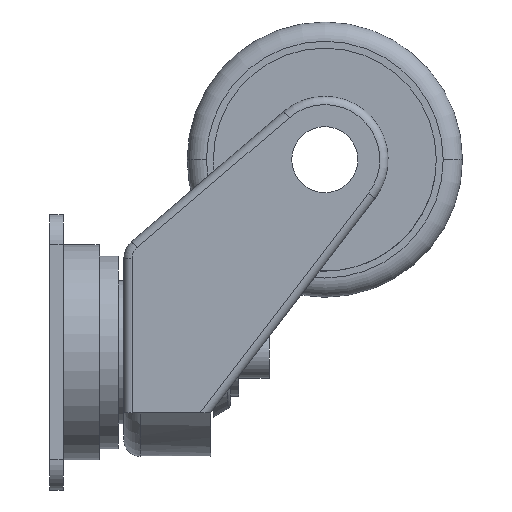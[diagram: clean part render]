
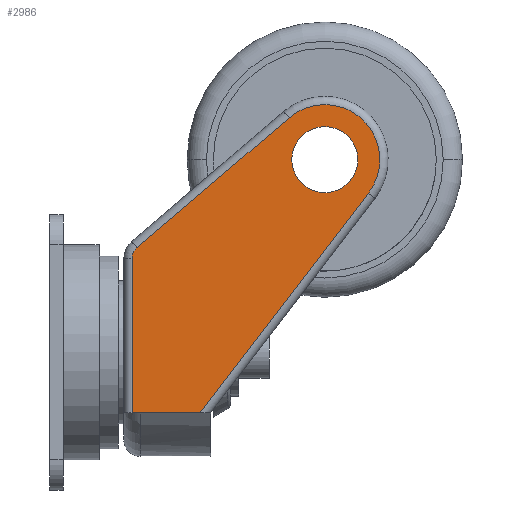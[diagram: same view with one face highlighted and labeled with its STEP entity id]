
A CAD part, left-side view. The second image highlights one B-rep face of the part: STEP entity #2986.
In plain terms, the highlighted planar face has unit normal (-1, 0, 0).
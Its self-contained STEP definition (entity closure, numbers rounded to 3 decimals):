
#436 = VERTEX_POINT ( 'NONE', #1208 ) ;
#447 = VERTEX_POINT ( 'NONE', #1249 ) ;
#491 = EDGE_CURVE ( 'NONE', #436, #447, #1321, .T. ) ;
#1208 = CARTESIAN_POINT ( 'NONE',  ( -43., -100., 82. ) ) ;
#1249 = CARTESIAN_POINT ( 'NONE',  ( -43., -100., 58. ) ) ;
#1317 = DIRECTION ( 'NONE',  ( 0., 0., -1. ) ) ;
#1318 = DIRECTION ( 'NONE',  ( 1., 0., 0. ) ) ;
#1319 = CARTESIAN_POINT ( 'NONE',  ( -43., -100., 70. ) ) ;
#1321 = CIRCLE ( 'NONE', #1330, 12. ) ;
#1330 = AXIS2_PLACEMENT_3D ( 'NONE', #1319, #1318, #1317 ) ;
#1687 = CARTESIAN_POINT ( 'NONE',  ( -43., -30., 34.117 ) ) ;
#1693 = DIRECTION ( 'NONE',  ( 0., 0.76, -0.65 ) ) ;
#1694 = VECTOR ( 'NONE', #1693, 1000. ) ;
#1695 = CARTESIAN_POINT ( 'NONE',  ( -43., -31.749, 37.916 ) ) ;
#1696 = LINE ( 'NONE', #1695, #1694 ) ;
#1699 = DIRECTION ( 'NONE',  ( 0., 0., -1. ) ) ;
#1700 = DIRECTION ( 'NONE',  ( -1., 0., 0. ) ) ;
#1702 = AXIS2_PLACEMENT_3D ( 'NONE', #1706, #1700, #1699 ) ;
#1706 = CARTESIAN_POINT ( 'NONE',  ( -43., -35., 34.117 ) ) ;
#1708 = CIRCLE ( 'NONE', #1702, 5. ) ;
#1759 = DIRECTION ( 'NONE',  ( 0., 0., -1. ) ) ;
#1760 = DIRECTION ( 'NONE',  ( -1., 0., 0. ) ) ;
#1765 = CARTESIAN_POINT ( 'NONE',  ( -43., -100., 70. ) ) ;
#1782 = CARTESIAN_POINT ( 'NONE',  ( -43., -31.749, 37.916 ) ) ;
#1786 = AXIS2_PLACEMENT_3D ( 'NONE', #1765, #1760, #1759 ) ;
#1787 = CIRCLE ( 'NONE', #1786, 20. ) ;
#1865 = LINE ( 'NONE', #1893, #1892 ) ;
#1891 = DIRECTION ( 'NONE',  ( 0., 0., -1. ) ) ;
#1892 = VECTOR ( 'NONE', #1891, 1000. ) ;
#1893 = CARTESIAN_POINT ( 'NONE',  ( -43., -30., 70. ) ) ;
#1980 = DIRECTION ( 'NONE',  ( 0., 1., 0. ) ) ;
#1981 = VECTOR ( 'NONE', #1980, 1000. ) ;
#1982 = CARTESIAN_POINT ( 'NONE',  ( -43., -58.5, -21.865 ) ) ;
#1983 = LINE ( 'NONE', #1982, #1981 ) ;
#2213 = CARTESIAN_POINT ( 'NONE',  ( -43., -54.719, -21.865 ) ) ;
#2242 = CARTESIAN_POINT ( 'NONE',  ( -43., -30., -21.865 ) ) ;
#2254 = DIRECTION ( 'NONE',  ( 0., -0.609, 0.793 ) ) ;
#2255 = VECTOR ( 'NONE', #2254, 1000. ) ;
#2256 = CARTESIAN_POINT ( 'NONE',  ( -43., -115.867, 57.825 ) ) ;
#2257 = LINE ( 'NONE', #2256, #2255 ) ;
#2285 = CARTESIAN_POINT ( 'NONE',  ( -43., -115.867, 57.825 ) ) ;
#2318 = DIRECTION ( 'NONE',  ( 0., 0., -1. ) ) ;
#2319 = DIRECTION ( 'NONE',  ( 1., 0., 0. ) ) ;
#2320 = CARTESIAN_POINT ( 'NONE',  ( -43., -100., 70. ) ) ;
#2321 = CARTESIAN_POINT ( 'NONE',  ( -43., -86.996, 85.195 ) ) ;
#2322 = PLANE ( 'NONE',  #2337 ) ;
#2323 = FACE_BOUND ( 'NONE', #2970, .T. ) ;
#2324 = DIRECTION ( 'NONE',  ( 0., 0., -1. ) ) ;
#2325 = DIRECTION ( 'NONE',  ( 1., 0., 0. ) ) ;
#2326 = CARTESIAN_POINT ( 'NONE',  ( -43., -100., 70. ) ) ;
#2327 = AXIS2_PLACEMENT_3D ( 'NONE', #2326, #2325, #2324 ) ;
#2329 = CIRCLE ( 'NONE', #2327, 12. ) ;
#2334 = FACE_OUTER_BOUND ( 'NONE', #2985, .T. ) ;
#2337 = AXIS2_PLACEMENT_3D ( 'NONE', #2320, #2319, #2318 ) ;
#2656 = VERTEX_POINT ( 'NONE', #1687 ) ;
#2675 = EDGE_CURVE ( 'NONE', #2711, #2656, #1708, .T. ) ;
#2679 = ORIENTED_EDGE ( 'NONE', *, *, #2675, .T. ) ;
#2680 = ORIENTED_EDGE ( 'NONE', *, *, #2685, .T. ) ;
#2685 = EDGE_CURVE ( 'NONE', #2987, #2711, #1696, .T. ) ;
#2689 = ORIENTED_EDGE ( 'NONE', *, *, #2708, .T. ) ;
#2695 = ORIENTED_EDGE ( 'NONE', *, *, #2960, .T. ) ;
#2708 = EDGE_CURVE ( 'NONE', #2973, #2987, #1787, .T. ) ;
#2711 = VERTEX_POINT ( 'NONE', #1782 ) ;
#2719 = ORIENTED_EDGE ( 'NONE', *, *, #491, .T. ) ;
#2762 = ORIENTED_EDGE ( 'NONE', *, *, #2783, .T. ) ;
#2783 = EDGE_CURVE ( 'NONE', #2656, #2927, #1865, .T. ) ;
#2927 = VERTEX_POINT ( 'NONE', #2242 ) ;
#2932 = VERTEX_POINT ( 'NONE', #2213 ) ;
#2950 = EDGE_CURVE ( 'NONE', #2932, #2927, #1983, .T. ) ;
#2960 = EDGE_CURVE ( 'NONE', #2932, #2973, #2257, .T. ) ;
#2970 = EDGE_LOOP ( 'NONE', ( #2980, #2719 ) ) ;
#2973 = VERTEX_POINT ( 'NONE', #2285 ) ;
#2980 = ORIENTED_EDGE ( 'NONE', *, *, #2984, .T. ) ;
#2982 = ORIENTED_EDGE ( 'NONE', *, *, #2950, .F. ) ;
#2984 = EDGE_CURVE ( 'NONE', #447, #436, #2329, .T. ) ;
#2985 = EDGE_LOOP ( 'NONE', ( #2982, #2695, #2689, #2680, #2679, #2762 ) ) ;
#2986 = ADVANCED_FACE ( 'NONE', ( #2323, #2334 ), #2322, .F. ) ;
#2987 = VERTEX_POINT ( 'NONE', #2321 ) ;
